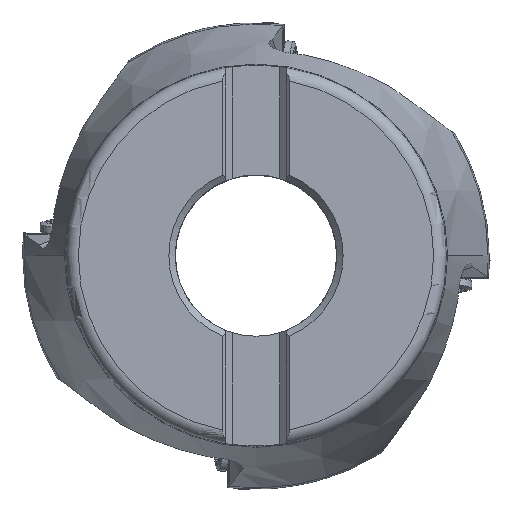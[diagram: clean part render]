
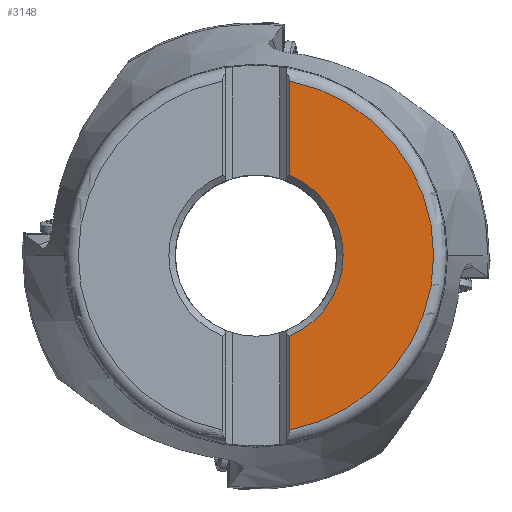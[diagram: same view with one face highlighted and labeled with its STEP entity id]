
A CAD part, top view. The second image highlights one B-rep face of the part: STEP entity #3148.
In plain terms, the highlighted planar face has unit normal (0, 0, 1).
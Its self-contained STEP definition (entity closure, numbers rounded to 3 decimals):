
#1187=LINE('',#19922,#1910);
#1188=LINE('',#19923,#1911);
#1910=VECTOR('',#14172,1.);
#1911=VECTOR('',#14173,1.);
#2568=FACE_OUTER_BOUND('',#4102,.T.);
#3148=ADVANCED_FACE('',(#2568),#3690,.T.);
#3690=PLANE('',#12324);
#4102=EDGE_LOOP('',(#5689,#5690,#5691,#5692,#5693,#5694));
#5689=ORIENTED_EDGE('',*,*,#9924,.F.);
#5690=ORIENTED_EDGE('',*,*,#9923,.F.);
#5691=ORIENTED_EDGE('',*,*,#9925,.F.);
#5692=ORIENTED_EDGE('',*,*,#9882,.F.);
#5693=ORIENTED_EDGE('',*,*,#9881,.F.);
#5694=ORIENTED_EDGE('',*,*,#9926,.F.);
#8559=VERTEX_POINT('',#19769);
#8560=VERTEX_POINT('',#19771);
#8561=VERTEX_POINT('',#19773);
#8589=VERTEX_POINT('',#19910);
#8590=VERTEX_POINT('',#19917);
#8591=VERTEX_POINT('',#19919);
#9881=EDGE_CURVE('',#8559,#8560,#11123,.T.);
#9882=EDGE_CURVE('',#8560,#8561,#11124,.T.);
#9923=EDGE_CURVE('',#8590,#8591,#11138,.T.);
#9924=EDGE_CURVE('',#8591,#8589,#11139,.T.);
#9925=EDGE_CURVE('',#8561,#8590,#1187,.T.);
#9926=EDGE_CURVE('',#8589,#8559,#1188,.T.);
#11123=CIRCLE('',#12296,28.);
#11124=CIRCLE('',#12297,28.);
#11138=CIRCLE('',#12321,13.735);
#11139=CIRCLE('',#12322,13.735);
#12296=AXIS2_PLACEMENT_3D('',#19770,#14100,#14101);
#12297=AXIS2_PLACEMENT_3D('',#19772,#14102,#14103);
#12321=AXIS2_PLACEMENT_3D('',#19918,#14166,#14167);
#12322=AXIS2_PLACEMENT_3D('',#19920,#14168,#14169);
#12324=AXIS2_PLACEMENT_3D('',#19924,#14174,#14175);
#14100=DIRECTION('',(0.,0.,-1.));
#14101=DIRECTION('',(0.188,0.982,0.));
#14102=DIRECTION('',(0.,0.,-1.));
#14103=DIRECTION('',(1.,0.,0.));
#14166=DIRECTION('',(0.,0.,1.));
#14167=DIRECTION('',(0.383,-0.924,0.));
#14168=DIRECTION('',(0.,0.,1.));
#14169=DIRECTION('',(1.,0.,0.));
#14172=DIRECTION('',(0.,1.,0.));
#14173=DIRECTION('',(0.,1.,0.));
#14174=DIRECTION('',(0.,0.,1.));
#14175=DIRECTION('',(1.,0.,0.));
#19769=CARTESIAN_POINT('',(5.263,27.501,0.));
#19770=CARTESIAN_POINT('',(0.,0.,0.));
#19771=CARTESIAN_POINT('',(28.,0.,0.));
#19772=CARTESIAN_POINT('',(0.,0.,0.));
#19773=CARTESIAN_POINT('',(5.263,-27.501,0.));
#19910=CARTESIAN_POINT('',(5.263,12.687,0.));
#19917=CARTESIAN_POINT('',(5.263,-12.687,0.));
#19918=CARTESIAN_POINT('',(0.,0.,0.));
#19919=CARTESIAN_POINT('',(13.735,0.,0.));
#19920=CARTESIAN_POINT('',(0.,0.,0.));
#19922=CARTESIAN_POINT('',(5.263,-27.501,0.));
#19923=CARTESIAN_POINT('',(5.263,12.687,0.));
#19924=CARTESIAN_POINT('',(16.631,0.,0.));
